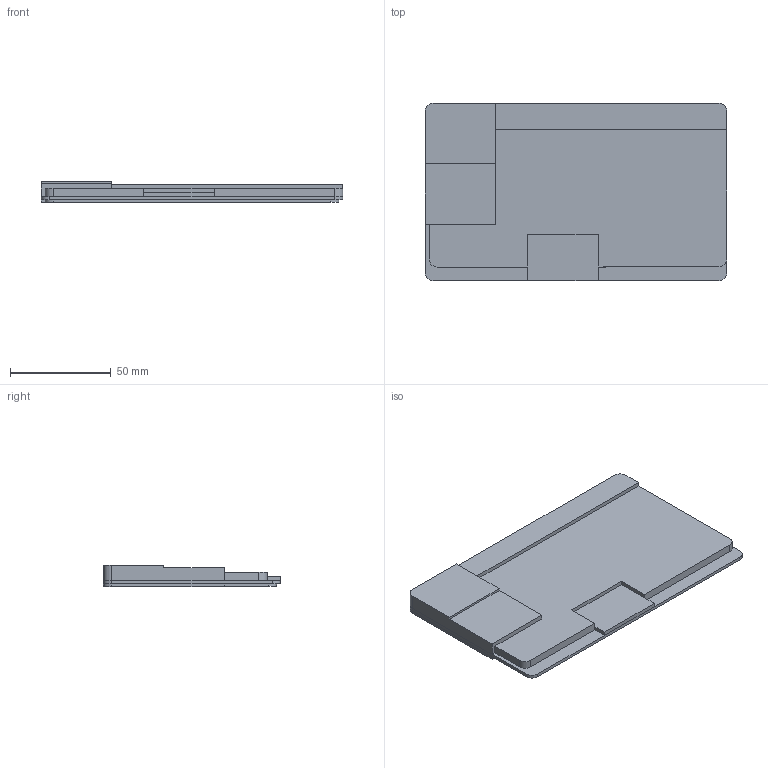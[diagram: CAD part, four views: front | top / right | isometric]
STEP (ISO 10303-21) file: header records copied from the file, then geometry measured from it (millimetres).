
FILE_DESCRIPTION(('FreeCAD Model'),'2;1');
FILE_NAME('Open CASCADE Shape Model','2024-03-26T17:49:03',(''),(''), 'Open CASCADE STEP processor 7.6','FreeCAD','Unknown');
FILE_SCHEMA(('AUTOMOTIVE_DESIGN { 1 0 10303 214 1 1 1 1 }'));
Length unit declared in the file: millimetre
Products named in the file (1): Тіло001
Bounding box: 150 x 88 x 10.5 mm (x, y, z)
Volume: 93997.2 mm3; surface area: 30691.5 mm2
Topology: 1 solids, 1 shells, 54 faces, 139 edges, 87 vertices
Faces by surface type: plane 41, cylinder 12, bspline 1
Entity records: 1628 total; most frequent: CARTESIAN_POINT 290, ORIENTED_EDGE 278, DIRECTION 265, EDGE_CURVE 139, LINE 115, VECTOR 115, VERTEX_POINT 87, AXIS2_PLACEMENT_3D 75
